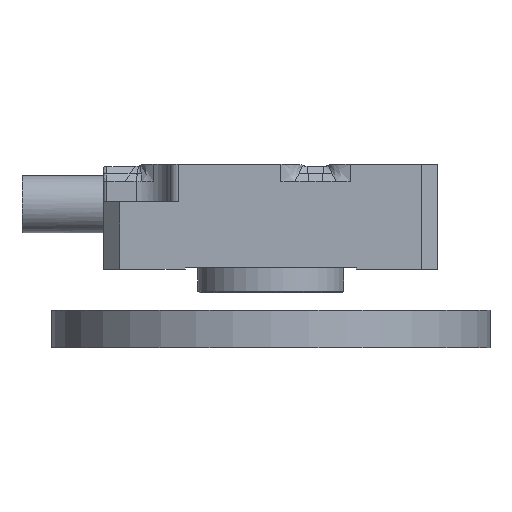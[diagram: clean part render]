
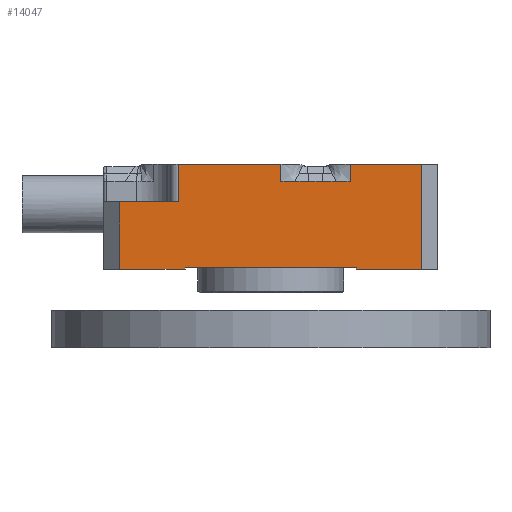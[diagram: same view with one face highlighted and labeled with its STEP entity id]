
A CAD part, left-side view. The second image highlights one B-rep face of the part: STEP entity #14047.
In plain terms, the highlighted planar face has unit normal (-1, 0, 0).
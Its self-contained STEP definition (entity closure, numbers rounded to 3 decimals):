
#322=LINE('',#55312,#4239);
#359=LINE('',#55420,#4276);
#369=LINE('',#55446,#4286);
#383=LINE('',#55490,#4300);
#402=LINE('',#55554,#4319);
#403=LINE('',#55556,#4320);
#404=LINE('',#55558,#4321);
#405=LINE('',#55560,#4322);
#406=LINE('',#55562,#4323);
#407=LINE('',#55564,#4324);
#408=LINE('',#55566,#4325);
#409=LINE('',#55567,#4326);
#410=LINE('',#55569,#4327);
#411=LINE('',#55571,#4328);
#412=LINE('',#55572,#4329);
#413=LINE('',#55574,#4330);
#414=LINE('',#55576,#4331);
#415=LINE('',#55578,#4332);
#4239=VECTOR('',#45997,1.);
#4276=VECTOR('',#46068,1.);
#4286=VECTOR('',#46088,1.);
#4300=VECTOR('',#46132,1.);
#4319=VECTOR('',#46173,1.);
#4320=VECTOR('',#46174,1.);
#4321=VECTOR('',#46175,1.);
#4322=VECTOR('',#46176,1.);
#4323=VECTOR('',#46177,1.);
#4324=VECTOR('',#46178,1.);
#4325=VECTOR('',#46179,1.);
#4326=VECTOR('',#46180,1.);
#4327=VECTOR('',#46181,1.);
#4328=VECTOR('',#46182,1.);
#4329=VECTOR('',#46183,1.);
#4330=VECTOR('',#46184,1.);
#4331=VECTOR('',#46185,1.);
#4332=VECTOR('',#46186,1.);
#12010=FACE_OUTER_BOUND('',#19436,.T.);
#14047=ADVANCED_FACE('',(#12010),#16130,.T.);
#16130=PLANE('',#43338);
#19436=EDGE_LOOP('',(#21955,#21956,#21957,#21958,#21959,#21960,#21961,#21962,
#21963,#21964,#21965,#21966,#21967,#21968,#21969,#21970,#21971,#21972));
#21955=ORIENTED_EDGE('',*,*,#37170,.T.);
#21956=ORIENTED_EDGE('',*,*,#37171,.T.);
#21957=ORIENTED_EDGE('',*,*,#37172,.F.);
#21958=ORIENTED_EDGE('',*,*,#37173,.F.);
#21959=ORIENTED_EDGE('',*,*,#37174,.F.);
#21960=ORIENTED_EDGE('',*,*,#37175,.F.);
#21961=ORIENTED_EDGE('',*,*,#37176,.F.);
#21962=ORIENTED_EDGE('',*,*,#37056,.T.);
#21963=ORIENTED_EDGE('',*,*,#37177,.T.);
#21964=ORIENTED_EDGE('',*,*,#37178,.F.);
#21965=ORIENTED_EDGE('',*,*,#37179,.T.);
#21966=ORIENTED_EDGE('',*,*,#37141,.T.);
#21967=ORIENTED_EDGE('',*,*,#37120,.T.);
#21968=ORIENTED_EDGE('',*,*,#37180,.F.);
#21969=ORIENTED_EDGE('',*,*,#37181,.F.);
#21970=ORIENTED_EDGE('',*,*,#37182,.T.);
#21971=ORIENTED_EDGE('',*,*,#37183,.T.);
#21972=ORIENTED_EDGE('',*,*,#37107,.T.);
#33243=VERTEX_POINT('',#55311);
#33244=VERTEX_POINT('',#55313);
#33288=VERTEX_POINT('',#55419);
#33289=VERTEX_POINT('',#55421);
#33296=VERTEX_POINT('',#55440);
#33299=VERTEX_POINT('',#55445);
#33315=VERTEX_POINT('',#55491);
#33340=VERTEX_POINT('',#55555);
#33341=VERTEX_POINT('',#55557);
#33342=VERTEX_POINT('',#55559);
#33343=VERTEX_POINT('',#55561);
#33344=VERTEX_POINT('',#55563);
#33345=VERTEX_POINT('',#55565);
#33346=VERTEX_POINT('',#55568);
#33347=VERTEX_POINT('',#55570);
#33348=VERTEX_POINT('',#55573);
#33349=VERTEX_POINT('',#55575);
#33350=VERTEX_POINT('',#55577);
#37056=EDGE_CURVE('',#33244,#33243,#322,.T.);
#37107=EDGE_CURVE('',#33289,#33288,#359,.T.);
#37120=EDGE_CURVE('',#33296,#33299,#369,.T.);
#37141=EDGE_CURVE('',#33315,#33296,#383,.T.);
#37170=EDGE_CURVE('',#33288,#33340,#402,.T.);
#37171=EDGE_CURVE('',#33340,#33341,#403,.T.);
#37172=EDGE_CURVE('',#33342,#33341,#404,.T.);
#37173=EDGE_CURVE('',#33343,#33342,#405,.T.);
#37174=EDGE_CURVE('',#33344,#33343,#406,.T.);
#37175=EDGE_CURVE('',#33345,#33344,#407,.T.);
#37176=EDGE_CURVE('',#33244,#33345,#408,.T.);
#37177=EDGE_CURVE('',#33243,#33346,#409,.T.);
#37178=EDGE_CURVE('',#33347,#33346,#410,.T.);
#37179=EDGE_CURVE('',#33347,#33315,#411,.T.);
#37180=EDGE_CURVE('',#33348,#33299,#412,.T.);
#37181=EDGE_CURVE('',#33349,#33348,#413,.T.);
#37182=EDGE_CURVE('',#33349,#33350,#414,.T.);
#37183=EDGE_CURVE('',#33350,#33289,#415,.T.);
#43338=AXIS2_PLACEMENT_3D('',#55579,#46187,#46188);
#45997=DIRECTION('',(0.,1.,0.));
#46068=DIRECTION('',(0.,1.,0.));
#46088=DIRECTION('',(0.,0.,1.));
#46132=DIRECTION('',(0.,-1.,0.));
#46173=DIRECTION('',(0.,0.,-1.));
#46174=DIRECTION('',(0.,1.,0.));
#46175=DIRECTION('',(0.,-1.,0.));
#46176=DIRECTION('',(0.,-1.,0.));
#46177=DIRECTION('',(0.,-1.,0.));
#46178=DIRECTION('',(0.,-1.,0.));
#46179=DIRECTION('',(0.,0.,-1.));
#46180=DIRECTION('',(0.,0.,-1.));
#46181=DIRECTION('',(0.,-1.,0.));
#46182=DIRECTION('',(0.,0.,-1.));
#46183=DIRECTION('',(0.,1.,0.));
#46184=DIRECTION('',(0.,0.,1.));
#46185=DIRECTION('',(0.,-1.,0.));
#46186=DIRECTION('',(0.,0.,1.));
#46187=DIRECTION('',(-1.,0.,0.));
#46188=DIRECTION('',(0.,0.,1.));
#55311=CARTESIAN_POINT('',(0.,15.9,6.45));
#55312=CARTESIAN_POINT('',(0.,10.25,6.45));
#55313=CARTESIAN_POINT('',(0.,9.625,6.45));
#55419=CARTESIAN_POINT('',(0.,5.375,6.45));
#55420=CARTESIAN_POINT('',(0.,10.25,6.45));
#55421=CARTESIAN_POINT('',(0.,1.,6.45));
#55440=CARTESIAN_POINT('',(0.,15.5,0.));
#55445=CARTESIAN_POINT('',(0.,15.5,0.1));
#55446=CARTESIAN_POINT('',(0.,15.5,0.1));
#55490=CARTESIAN_POINT('',(0.,10.25,0.));
#55491=CARTESIAN_POINT('',(0.,19.5,0.));
#55554=CARTESIAN_POINT('',(0.,5.375,5.4));
#55555=CARTESIAN_POINT('',(0.,5.375,5.4));
#55556=CARTESIAN_POINT('',(0.,5.375,5.4));
#55557=CARTESIAN_POINT('',(0.,6.225,5.4));
#55558=CARTESIAN_POINT('',(0.,9.625,5.4));
#55559=CARTESIAN_POINT('',(0.,7.075,5.4));
#55560=CARTESIAN_POINT('',(0.,9.625,5.4));
#55561=CARTESIAN_POINT('',(0.,7.925,5.4));
#55562=CARTESIAN_POINT('',(0.,9.625,5.4));
#55563=CARTESIAN_POINT('',(0.,8.775,5.4));
#55564=CARTESIAN_POINT('',(0.,9.625,5.4));
#55565=CARTESIAN_POINT('',(0.,9.625,5.4));
#55566=CARTESIAN_POINT('',(0.,9.625,5.4));
#55567=CARTESIAN_POINT('',(0.,15.9,4.15));
#55568=CARTESIAN_POINT('',(0.,15.9,4.15));
#55569=CARTESIAN_POINT('',(0.,20.5,4.15));
#55570=CARTESIAN_POINT('',(0.,19.5,4.15));
#55571=CARTESIAN_POINT('',(0.,19.5,0.));
#55572=CARTESIAN_POINT('',(0.,5.,0.1));
#55573=CARTESIAN_POINT('',(0.,5.,0.1));
#55574=CARTESIAN_POINT('',(0.,5.,0.1));
#55575=CARTESIAN_POINT('',(0.,5.,0.));
#55576=CARTESIAN_POINT('',(0.,10.25,0.));
#55577=CARTESIAN_POINT('',(0.,1.,0.));
#55578=CARTESIAN_POINT('',(0.,1.,0.));
#55579=CARTESIAN_POINT('',(0.,10.25,0.));
